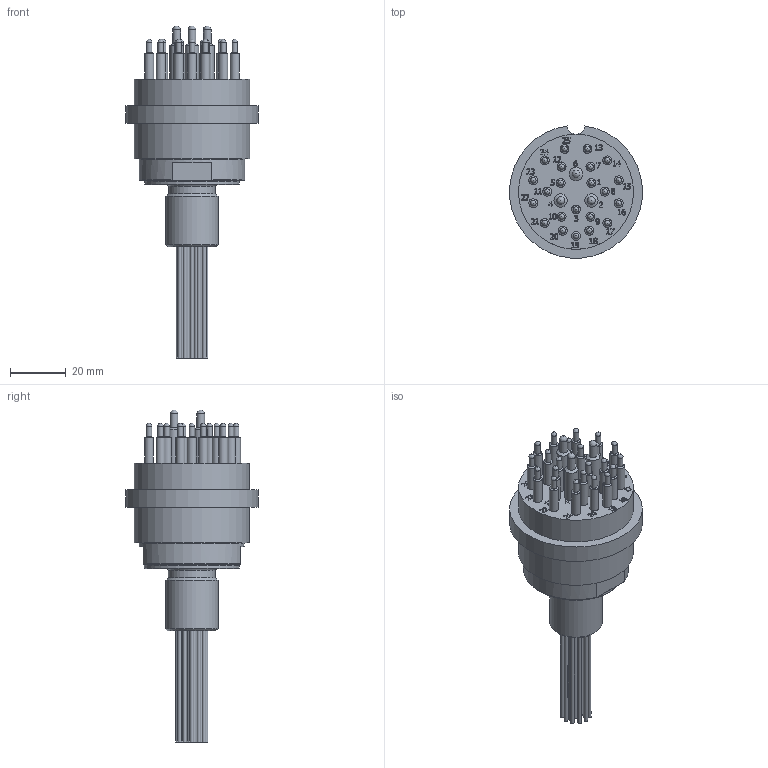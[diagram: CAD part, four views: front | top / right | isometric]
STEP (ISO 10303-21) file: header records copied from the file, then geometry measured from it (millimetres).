
FILE_DESCRIPTION(/* description */ (''),/* implementation_level */ '2;1');
FILE_NAME(/* name */ 'BH25M.stp',/* time_stamp */ '2015-07-22T12:56:07+02:00',/* author */ ('sh'),/* organization */ (''),/* preprocessor_version */ 'ST-DEVELOPER v15.2',/* originating_system */ 'Autodesk Inventor 2014',/* authorisation */ '');
FILE_SCHEMA (('AUTOMOTIVE_DESIGN { 1 0 10303 214 3 1 1 }'));
Length unit declared in the file: inch
Products named in the file (1): BH25M
Bounding box: 47.53 x 47.33 x 119 mm (x, y, z)
Volume: 60791.1 mm3; surface area: 17672.9 mm2
Topology: 1 solids, 1 shells, 935 faces, 2427 edges, 1632 vertices
Faces by surface type: plane 441, bspline 371, cylinder 85, cone 28, torus 10
Full cylindrical faces by diameter (mm): 1.321 x22, 1.829 x3, 1.986 x22, 2.779 x3, 3.175 x22, 4.826 x3, 16.764 x1, 18.847 x1, 25.4 x1, 29.972 x1, 34.036 x1, 37.719 x1, 41.275 x2
Entity records: 30868 total; most frequent: CARTESIAN_POINT 10012, ORIENTED_EDGE 4514, DIRECTION 2957, EDGE_CURVE 2257, VERTEX_POINT 1579, LINE 1249, VECTOR 1249, EDGE_LOOP 1190
